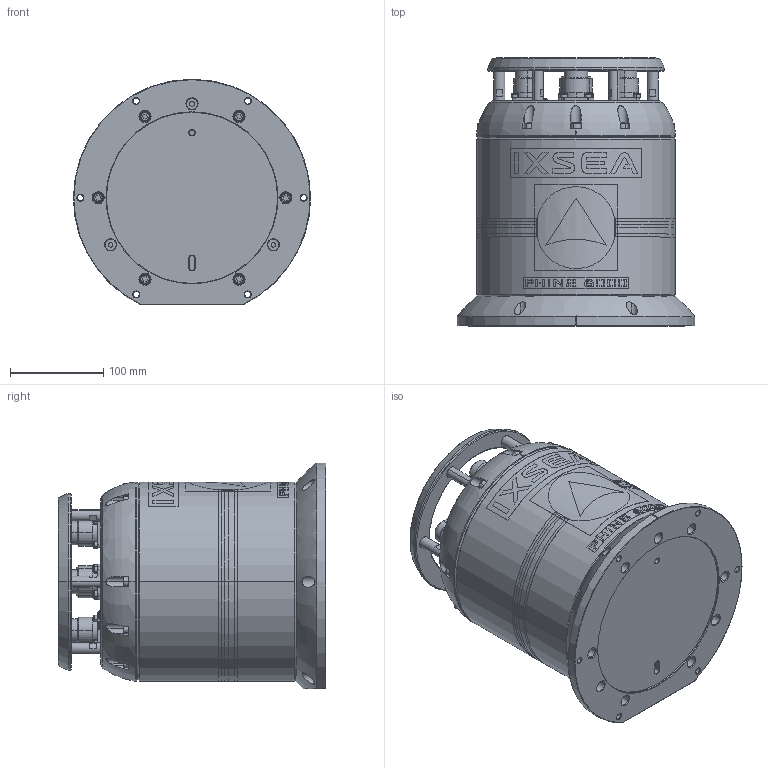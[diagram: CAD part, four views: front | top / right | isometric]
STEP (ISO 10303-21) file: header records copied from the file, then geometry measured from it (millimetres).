
FILE_DESCRIPTION (( 'STEP AP203' ), '1' );
FILE_NAME ('PHINS6000_III_SEUL.STEP', '2011-10-26T08:03:48', ( '' ), ( '' ), 'SwSTEP 2.0', 'SolidWorks 2011', '' );
FILE_SCHEMA (( 'CONFIG_CONTROL_DESIGN' ));
Length unit declared in the file: millimetre
Products named in the file (31): PHINS6000_III_SEUL; FNTAUT_PI_024_BOUCHON_CONNECTEUR_MINK; FNTAUT_PI_025_BOUCHON_CONNECTEUR_MINM; Logo_aileron_Ø214; IXSEA_ﾘ214; liserets_ﾘ214; Logo_phins_6000_Ø214; Vis CHC_MVCHC6-10; Vis CHC_MVCHC6-20; 4563200; JT1.8-1DF801_Ø1.95; écrou_H_MVHU2.5-S; MECS398_pliée; rondelles norm type Z_MVZU2.5; rondelles norm type M_MVMU2.5; 9160009; 9160010; CONNECTEUR_SEACON_MINK_FCR_12_TI; CONNECTEUR_SEACON_MINK_FCR_19_TI; Vis CHC_MVCHC4-10-T; Vis CHC_MVCHC3-6-S; CM_ROVINS; Enint6-mod_MVENTINT6-8; CONNECTEUR_SEACON_MINM_FCR_26_TI; Vis CHC_MVCHC6-12-T; 9160004; OCT3TX_PI_004_A; 9160003; Vis CHC_MVCHC6-25; 9160002; 9160001
Assembly tree (93 placements, depth 3):
  PHINS6000_III_SEUL
    FNTAUT_PI_024_BOUCHON_CONNECTEUR_MINK  x4
    Vis CHC_MVCHC6-20  x6
    IXSEA_ﾘ214
    Vis CHC_MVCHC6-25  x6
    9160001
    FNTAUT_PI_025_BOUCHON_CONNECTEUR_MINM
    Vis CHC_MVCHC6-10  x3
    Logo_phins_6000_Ø214
    4563200
      Vis CHC_MVCHC4-10-T  x20
      Vis CHC_MVCHC6-12-T  x6
      Vis CHC_MVCHC3-6-S  x4
      9160004
      9160003
      CONNECTEUR_SEACON_MINK_FCR_12_TI  x3
      9160010  x2
      rondelles norm type Z_MVZU2.5  x4
      Enint6-mod_MVENTINT6-8  x4
      CM_ROVINS
      CONNECTEUR_SEACON_MINK_FCR_19_TI
      OCT3TX_PI_004_A  x6
      JT1.8-1DF801_Ø1.95  x4
      9160009  x2
      rondelles norm type M_MVMU2.5  x2
      écrou_H_MVHU2.5-S  x2
      CONNECTEUR_SEACON_MINM_FCR_26_TI
      MECS398_pliée  x2
    9160002
    Logo_aileron_Ø214
    liserets_ﾘ214
Bounding box: 255 x 288 x 242.5 mm (x, y, z)
Volume: 4518416.7 mm3; surface area: 735897.6 mm2
Topology: 92 solids, 92 shells, 3510 faces, 8097 edges, 5220 vertices
Faces by surface type: plane 1655, cylinder 1032, cone 411, bspline 262, torus 150
Entity records: 88521 total; most frequent: CARTESIAN_POINT 30236, ORIENTED_EDGE 10918, DIRECTION 10677, EDGE_CURVE 5459, AXIS2_PLACEMENT_3D 3746, VERTEX_POINT 3606, VECTOR 3185, LINE 3185
